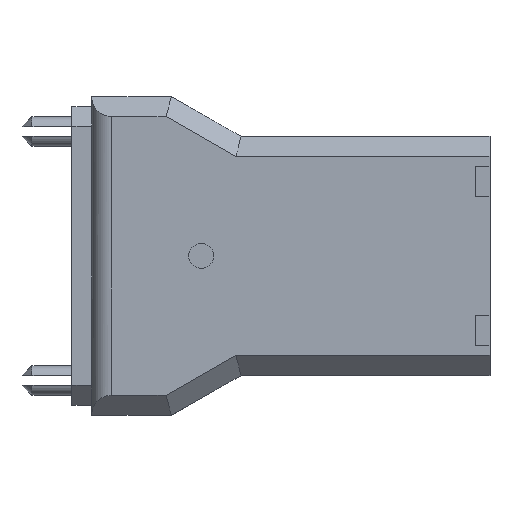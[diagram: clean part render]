
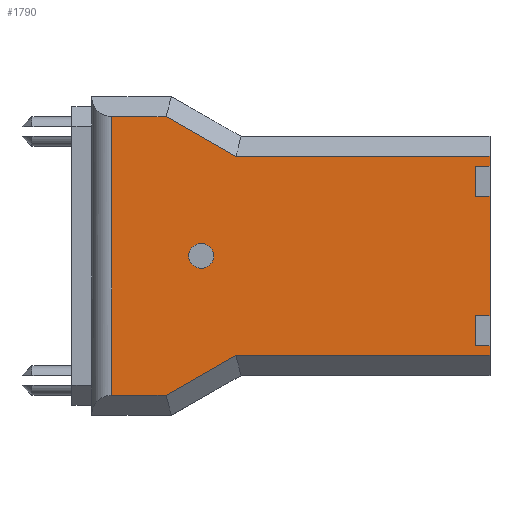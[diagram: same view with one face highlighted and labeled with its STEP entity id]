
A CAD part, top view. The second image highlights one B-rep face of the part: STEP entity #1790.
In plain terms, the highlighted planar face has unit normal (0, 0, 1).
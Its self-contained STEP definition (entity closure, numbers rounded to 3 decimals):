
#64=FACE_BOUND('',#286,.T.);
#102=CIRCLE('',#1930,1.25);
#173=FACE_OUTER_BOUND('',#285,.T.);
#285=EDGE_LOOP('',(#1501,#1502,#1503,#1504,#1505,#1506,#1507,#1508,#1509,
#1510,#1511,#1512,#1513,#1514,#1515,#1516));
#286=EDGE_LOOP('',(#1517));
#428=LINE('',#2758,#630);
#444=LINE('',#2790,#646);
#448=LINE('',#2798,#650);
#453=LINE('',#2807,#655);
#456=LINE('',#2814,#658);
#458=LINE('',#2817,#660);
#477=LINE('',#2855,#679);
#480=LINE('',#2862,#682);
#482=LINE('',#2865,#684);
#490=LINE('',#2882,#692);
#491=LINE('',#2884,#693);
#492=LINE('',#2886,#694);
#493=LINE('',#2888,#695);
#494=LINE('',#2890,#696);
#495=LINE('',#2892,#697);
#496=LINE('',#2893,#698);
#630=VECTOR('',#2254,10.);
#646=VECTOR('',#2270,10.);
#650=VECTOR('',#2274,10.);
#655=VECTOR('',#2281,10.);
#658=VECTOR('',#2288,10.);
#660=VECTOR('',#2292,10.);
#679=VECTOR('',#2329,10.);
#682=VECTOR('',#2336,10.);
#684=VECTOR('',#2340,10.);
#692=VECTOR('',#2352,10.);
#693=VECTOR('',#2353,10.);
#694=VECTOR('',#2354,10.);
#695=VECTOR('',#2355,10.);
#696=VECTOR('',#2356,10.);
#697=VECTOR('',#2357,10.);
#698=VECTOR('',#2358,10.);
#824=VERTEX_POINT('',#2755);
#825=VERTEX_POINT('',#2757);
#840=VERTEX_POINT('',#2787);
#841=VERTEX_POINT('',#2789);
#844=VERTEX_POINT('',#2795);
#845=VERTEX_POINT('',#2797);
#848=VERTEX_POINT('',#2805);
#850=VERTEX_POINT('',#2813);
#860=VERTEX_POINT('',#2853);
#862=VERTEX_POINT('',#2861);
#869=VERTEX_POINT('',#2881);
#870=VERTEX_POINT('',#2883);
#871=VERTEX_POINT('',#2885);
#872=VERTEX_POINT('',#2887);
#873=VERTEX_POINT('',#2889);
#874=VERTEX_POINT('',#2891);
#875=VERTEX_POINT('',#2894);
#1034=EDGE_CURVE('',#825,#824,#428,.T.);
#1050=EDGE_CURVE('',#841,#840,#444,.T.);
#1054=EDGE_CURVE('',#845,#844,#448,.T.);
#1059=EDGE_CURVE('',#824,#848,#453,.T.);
#1062=EDGE_CURVE('',#850,#845,#456,.T.);
#1064=EDGE_CURVE('',#848,#850,#458,.T.);
#1083=EDGE_CURVE('',#844,#860,#477,.T.);
#1086=EDGE_CURVE('',#862,#841,#480,.T.);
#1088=EDGE_CURVE('',#860,#862,#482,.T.);
#1096=EDGE_CURVE('',#869,#840,#490,.T.);
#1097=EDGE_CURVE('',#870,#869,#491,.T.);
#1098=EDGE_CURVE('',#871,#870,#492,.T.);
#1099=EDGE_CURVE('',#872,#871,#493,.T.);
#1100=EDGE_CURVE('',#873,#872,#494,.T.);
#1101=EDGE_CURVE('',#874,#873,#495,.T.);
#1102=EDGE_CURVE('',#825,#874,#496,.T.);
#1103=EDGE_CURVE('',#875,#875,#102,.T.);
#1501=ORIENTED_EDGE('',*,*,#1059,.T.);
#1502=ORIENTED_EDGE('',*,*,#1064,.T.);
#1503=ORIENTED_EDGE('',*,*,#1062,.T.);
#1504=ORIENTED_EDGE('',*,*,#1054,.T.);
#1505=ORIENTED_EDGE('',*,*,#1083,.T.);
#1506=ORIENTED_EDGE('',*,*,#1088,.T.);
#1507=ORIENTED_EDGE('',*,*,#1086,.T.);
#1508=ORIENTED_EDGE('',*,*,#1050,.T.);
#1509=ORIENTED_EDGE('',*,*,#1096,.F.);
#1510=ORIENTED_EDGE('',*,*,#1097,.F.);
#1511=ORIENTED_EDGE('',*,*,#1098,.F.);
#1512=ORIENTED_EDGE('',*,*,#1099,.F.);
#1513=ORIENTED_EDGE('',*,*,#1100,.F.);
#1514=ORIENTED_EDGE('',*,*,#1101,.F.);
#1515=ORIENTED_EDGE('',*,*,#1102,.F.);
#1516=ORIENTED_EDGE('',*,*,#1034,.T.);
#1517=ORIENTED_EDGE('',*,*,#1103,.T.);
#1696=PLANE('',#1929);
#1790=ADVANCED_FACE('',(#173,#64),#1696,.T.);
#1929=AXIS2_PLACEMENT_3D('',#2880,#2350,#2351);
#1930=AXIS2_PLACEMENT_3D('',#2895,#2359,#2360);
#2254=DIRECTION('',(0.,1.,0.));
#2270=DIRECTION('',(0.,1.,0.));
#2274=DIRECTION('',(0.,1.,0.));
#2281=DIRECTION('',(-1.,0.,0.));
#2288=DIRECTION('',(1.,0.,0.));
#2292=DIRECTION('',(0.,1.,0.));
#2329=DIRECTION('',(-1.,0.,0.));
#2336=DIRECTION('',(1.,0.,0.));
#2340=DIRECTION('',(0.,1.,0.));
#2350=DIRECTION('center_axis',(0.,0.,1.));
#2351=DIRECTION('ref_axis',(1.,0.,0.));
#2352=DIRECTION('',(1.,0.,0.));
#2353=DIRECTION('',(0.868,-0.496,0.));
#2354=DIRECTION('',(1.,0.,0.));
#2355=DIRECTION('',(0.,1.,0.));
#2356=DIRECTION('',(-1.,0.,0.));
#2357=DIRECTION('',(-0.868,-0.496,0.));
#2358=DIRECTION('',(-1.,0.,0.));
#2359=DIRECTION('center_axis',(0.,0.,-1.));
#2360=DIRECTION('ref_axis',(-1.,0.,0.));
#2755=CARTESIAN_POINT('',(42.,-9.,5.5));
#2757=CARTESIAN_POINT('',(42.,-10.,5.5));
#2758=CARTESIAN_POINT('',(42.,12.,5.5));
#2787=CARTESIAN_POINT('',(42.,10.,5.5));
#2789=CARTESIAN_POINT('',(42.,9.,5.5));
#2790=CARTESIAN_POINT('',(42.,12.,5.5));
#2795=CARTESIAN_POINT('',(42.,6.,5.5));
#2797=CARTESIAN_POINT('',(42.,-6.,5.5));
#2798=CARTESIAN_POINT('',(42.,12.,5.5));
#2805=CARTESIAN_POINT('',(40.5,-9.,5.5));
#2807=CARTESIAN_POINT('',(31.355,-9.,5.5));
#2813=CARTESIAN_POINT('',(40.5,-6.,5.5));
#2814=CARTESIAN_POINT('',(31.355,-6.,5.5));
#2817=CARTESIAN_POINT('',(40.5,-3.75,5.5));
#2853=CARTESIAN_POINT('',(40.5,6.,5.5));
#2855=CARTESIAN_POINT('',(31.355,6.,5.5));
#2861=CARTESIAN_POINT('',(40.5,9.,5.5));
#2862=CARTESIAN_POINT('',(31.355,9.,5.5));
#2865=CARTESIAN_POINT('',(40.5,3.75,5.5));
#2880=CARTESIAN_POINT('Origin',(20.711,0.,5.5));
#2881=CARTESIAN_POINT('',(16.469,10.,5.5));
#2882=CARTESIAN_POINT('',(31.355,10.,5.5));
#2883=CARTESIAN_POINT('',(9.469,14.,5.5));
#2884=CARTESIAN_POINT('',(19.991,7.987,5.5));
#2885=CARTESIAN_POINT('',(4.,14.,5.5));
#2886=CARTESIAN_POINT('',(15.355,14.,5.5));
#2887=CARTESIAN_POINT('',(4.,-14.,5.5));
#2888=CARTESIAN_POINT('',(4.,8.,5.5));
#2889=CARTESIAN_POINT('',(9.469,-14.,5.5));
#2890=CARTESIAN_POINT('',(11.355,-14.,5.5));
#2891=CARTESIAN_POINT('',(16.469,-10.,5.5));
#2892=CARTESIAN_POINT('',(16.491,-9.987,5.5));
#2893=CARTESIAN_POINT('',(18.855,-10.,5.5));
#2894=CARTESIAN_POINT('',(14.25,0.,5.5));
#2895=CARTESIAN_POINT('Origin',(13.,0.,5.5));
